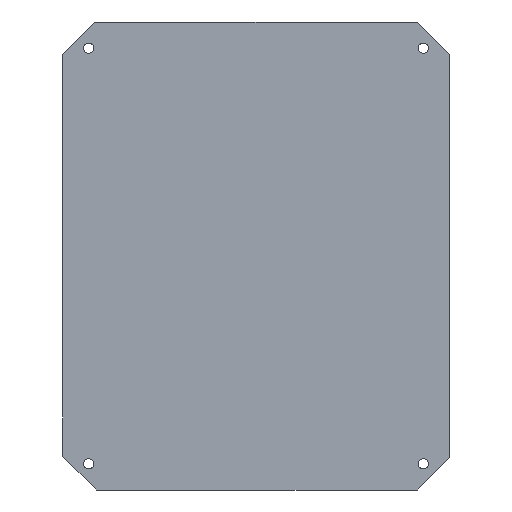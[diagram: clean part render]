
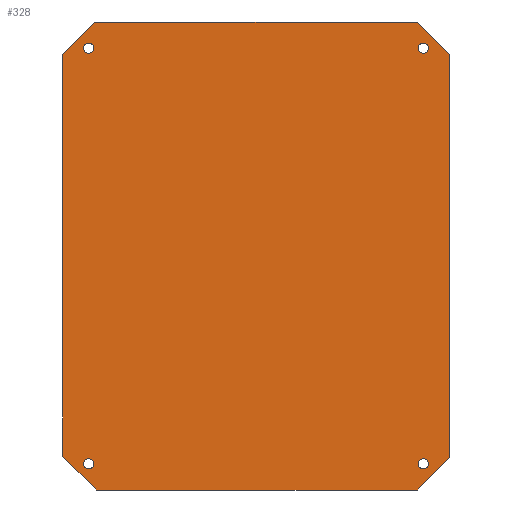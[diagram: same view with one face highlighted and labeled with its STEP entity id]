
A CAD part, front view. The second image highlights one B-rep face of the part: STEP entity #328.
In plain terms, the highlighted planar face has unit normal (0, -1, 0).
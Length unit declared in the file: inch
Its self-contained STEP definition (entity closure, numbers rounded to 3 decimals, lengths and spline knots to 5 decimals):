
#4 = EDGE_CURVE ( 'NONE', #159, #385, #213, .T. ) ;
#5 = VERTEX_POINT ( 'NONE', #254 ) ;
#12 = LINE ( 'NONE', #597, #257 ) ;
#19 = AXIS2_PLACEMENT_3D ( 'NONE', #611, #314, #26 ) ;
#21 = DIRECTION ( 'NONE',  ( 0., 0., 1. ) ) ;
#24 = CARTESIAN_POINT ( 'NONE',  ( -4.76925, -0.25, -4.9333 ) ) ;
#26 = DIRECTION ( 'NONE',  ( 0., 0., 1. ) ) ;
#28 = VECTOR ( 'NONE', #48, 39.37008 ) ;
#32 = DIRECTION ( 'NONE',  ( 0., 1., 0. ) ) ;
#37 = CARTESIAN_POINT ( 'NONE',  ( -4.76925, -0.25, -4.9333 ) ) ;
#39 = DIRECTION ( 'NONE',  ( 0., 0., -1. ) ) ;
#41 = CARTESIAN_POINT ( 'NONE',  ( 3.97749, -0.25, 5.76925 ) ) ;
#44 = ORIENTED_EDGE ( 'NONE', *, *, #292, .F. ) ;
#48 = DIRECTION ( 'NONE',  ( 1., 0., 0. ) ) ;
#49 = AXIS2_PLACEMENT_3D ( 'NONE', #296, #562, #465 ) ;
#56 = EDGE_LOOP ( 'NONE', ( #44, #267, #530, #240, #110, #120, #89, #630 ) ) ;
#57 = ORIENTED_EDGE ( 'NONE', *, *, #303, .T. ) ;
#59 = CIRCLE ( 'NONE', #416, 0.125 ) ;
#63 = VERTEX_POINT ( 'NONE', #626 ) ;
#67 = FACE_BOUND ( 'NONE', #460, .T. ) ;
#70 = CARTESIAN_POINT ( 'NONE',  ( -3.97749, -0.25, 5.76925 ) ) ;
#73 = EDGE_CURVE ( 'NONE', #190, #404, #422, .T. ) ;
#74 = DIRECTION ( 'NONE',  ( 0., 0., 1. ) ) ;
#77 = VERTEX_POINT ( 'NONE', #621 ) ;
#79 = EDGE_CURVE ( 'NONE', #341, #190, #188, .T. ) ;
#80 = VECTOR ( 'NONE', #39, 39.37008 ) ;
#81 = CIRCLE ( 'NONE', #602, 0.125 ) ;
#89 = ORIENTED_EDGE ( 'NONE', *, *, #420, .F. ) ;
#91 = CARTESIAN_POINT ( 'NONE',  ( -3.9333, -0.25, -5.76925 ) ) ;
#92 = VERTEX_POINT ( 'NONE', #619 ) ;
#97 = EDGE_LOOP ( 'NONE', ( #402, #453 ) ) ;
#99 = DIRECTION ( 'NONE',  ( 0., 1., 0. ) ) ;
#110 = ORIENTED_EDGE ( 'NONE', *, *, #593, .F. ) ;
#115 = ORIENTED_EDGE ( 'NONE', *, *, #189, .T. ) ;
#116 = DIRECTION ( 'NONE',  ( 0., 1., 0. ) ) ;
#120 = ORIENTED_EDGE ( 'NONE', *, *, #4, .F. ) ;
#123 = DIRECTION ( 'NONE',  ( 0., 1., 0. ) ) ;
#126 = AXIS2_PLACEMENT_3D ( 'NONE', #136, #32, #175 ) ;
#132 = CARTESIAN_POINT ( 'NONE',  ( 4.125, -0.25, -5. ) ) ;
#134 = DIRECTION ( 'NONE',  ( 0., 1., 0. ) ) ;
#136 = CARTESIAN_POINT ( 'NONE',  ( 4.125, -0.25, 5.125 ) ) ;
#143 = VECTOR ( 'NONE', #458, 39.37008 ) ;
#146 = ORIENTED_EDGE ( 'NONE', *, *, #363, .T. ) ;
#154 = AXIS2_PLACEMENT_3D ( 'NONE', #173, #316, #169 ) ;
#159 = VERTEX_POINT ( 'NONE', #232 ) ;
#162 = DIRECTION ( 'NONE',  ( -1., 0., 0. ) ) ;
#164 = CARTESIAN_POINT ( 'NONE',  ( -4.76925, -0.25, 4.97749 ) ) ;
#169 = DIRECTION ( 'NONE',  ( 0., 0., 1. ) ) ;
#170 = VERTEX_POINT ( 'NONE', #91 ) ;
#171 = FACE_OUTER_BOUND ( 'NONE', #56, .T. ) ;
#173 = CARTESIAN_POINT ( 'NONE',  ( -4.76925, -0.25, -5.76925 ) ) ;
#175 = DIRECTION ( 'NONE',  ( 0., 0., 1. ) ) ;
#181 = VERTEX_POINT ( 'NONE', #132 ) ;
#188 = LINE ( 'NONE', #380, #80 ) ;
#189 = EDGE_CURVE ( 'NONE', #484, #181, #59, .T. ) ;
#190 = VERTEX_POINT ( 'NONE', #192 ) ;
#192 = CARTESIAN_POINT ( 'NONE',  ( 4.76925, -0.25, -4.97749 ) ) ;
#206 = CIRCLE ( 'NONE', #366, 0.125 ) ;
#212 = ORIENTED_EDGE ( 'NONE', *, *, #431, .T. ) ;
#213 = LINE ( 'NONE', #164, #398 ) ;
#222 = DIRECTION ( 'NONE',  ( 0.707, 0., 0.707 ) ) ;
#223 = DIRECTION ( 'NONE',  ( 0., 0., 1. ) ) ;
#225 = LINE ( 'NONE', #609, #143 ) ;
#230 = DIRECTION ( 'NONE',  ( -0.707, 0., -0.707 ) ) ;
#232 = CARTESIAN_POINT ( 'NONE',  ( -4.76925, -0.25, 4.97749 ) ) ;
#237 = ORIENTED_EDGE ( 'NONE', *, *, #535, .T. ) ;
#239 = CARTESIAN_POINT ( 'NONE',  ( 4.125, -0.25, -5.125 ) ) ;
#240 = ORIENTED_EDGE ( 'NONE', *, *, #355, .F. ) ;
#244 = AXIS2_PLACEMENT_3D ( 'NONE', #503, #123, #74 ) ;
#254 = CARTESIAN_POINT ( 'NONE',  ( -4.125, -0.25, -5.25 ) ) ;
#255 = VECTOR ( 'NONE', #230, 39.37008 ) ;
#257 = VECTOR ( 'NONE', #162, 39.37008 ) ;
#261 = EDGE_LOOP ( 'NONE', ( #57, #115 ) ) ;
#267 = ORIENTED_EDGE ( 'NONE', *, *, #73, .F. ) ;
#270 = CIRCLE ( 'NONE', #244, 0.125 ) ;
#272 = LINE ( 'NONE', #24, #636 ) ;
#278 = VECTOR ( 'NONE', #510, 39.37008 ) ;
#280 = DIRECTION ( 'NONE',  ( 0., 0., 1. ) ) ;
#289 = LINE ( 'NONE', #41, #28 ) ;
#292 = EDGE_CURVE ( 'NONE', #404, #170, #12, .T. ) ;
#296 = CARTESIAN_POINT ( 'NONE',  ( 4.125, -0.25, -5.125 ) ) ;
#299 = VERTEX_POINT ( 'NONE', #352 ) ;
#303 = EDGE_CURVE ( 'NONE', #181, #484, #568, .T. ) ;
#311 = FACE_BOUND ( 'NONE', #97, .T. ) ;
#314 = DIRECTION ( 'NONE',  ( 0., 1., 0. ) ) ;
#316 = DIRECTION ( 'NONE',  ( 0., 1., 0. ) ) ;
#319 = CARTESIAN_POINT ( 'NONE',  ( 4.125, -0.25, 5.125 ) ) ;
#328 = ADVANCED_FACE ( 'NONE', ( #358, #311, #605, #67, #171 ), #466, .F. ) ;
#331 = ORIENTED_EDGE ( 'NONE', *, *, #415, .T. ) ;
#341 = VERTEX_POINT ( 'NONE', #362 ) ;
#352 = CARTESIAN_POINT ( 'NONE',  ( -4.125, -0.25, -5. ) ) ;
#355 = EDGE_CURVE ( 'NONE', #63, #341, #360, .T. ) ;
#358 = FACE_BOUND ( 'NONE', #406, .T. ) ;
#360 = LINE ( 'NONE', #505, #278 ) ;
#362 = CARTESIAN_POINT ( 'NONE',  ( 4.76925, -0.25, 4.97749 ) ) ;
#363 = EDGE_CURVE ( 'NONE', #5, #299, #409, .T. ) ;
#366 = AXIS2_PLACEMENT_3D ( 'NONE', #472, #134, #280 ) ;
#367 = CIRCLE ( 'NONE', #126, 0.125 ) ;
#374 = EDGE_CURVE ( 'NONE', #537, #92, #509, .T. ) ;
#380 = CARTESIAN_POINT ( 'NONE',  ( 4.76925, -0.25, -4.97749 ) ) ;
#385 = VERTEX_POINT ( 'NONE', #70 ) ;
#398 = VECTOR ( 'NONE', #222, 39.37008 ) ;
#402 = ORIENTED_EDGE ( 'NONE', *, *, #554, .T. ) ;
#404 = VERTEX_POINT ( 'NONE', #414 ) ;
#405 = EDGE_CURVE ( 'NONE', #170, #446, #225, .T. ) ;
#406 = EDGE_LOOP ( 'NONE', ( #237, #212 ) ) ;
#409 = CIRCLE ( 'NONE', #515, 0.125 ) ;
#414 = CARTESIAN_POINT ( 'NONE',  ( 3.97749, -0.25, -5.76925 ) ) ;
#415 = EDGE_CURVE ( 'NONE', #299, #5, #270, .T. ) ;
#416 = AXIS2_PLACEMENT_3D ( 'NONE', #239, #99, #632 ) ;
#420 = EDGE_CURVE ( 'NONE', #446, #159, #272, .T. ) ;
#422 = LINE ( 'NONE', #432, #255 ) ;
#431 = EDGE_CURVE ( 'NONE', #457, #77, #81, .T. ) ;
#432 = CARTESIAN_POINT ( 'NONE',  ( 4.76925, -0.25, -4.97749 ) ) ;
#446 = VERTEX_POINT ( 'NONE', #37 ) ;
#453 = ORIENTED_EDGE ( 'NONE', *, *, #374, .T. ) ;
#457 = VERTEX_POINT ( 'NONE', #474 ) ;
#458 = DIRECTION ( 'NONE',  ( -0.707, 0., 0.707 ) ) ;
#460 = EDGE_LOOP ( 'NONE', ( #331, #146 ) ) ;
#465 = DIRECTION ( 'NONE',  ( 0., 0., 1. ) ) ;
#466 = PLANE ( 'NONE',  #154 ) ;
#472 = CARTESIAN_POINT ( 'NONE',  ( -4.125, -0.25, 5.125 ) ) ;
#474 = CARTESIAN_POINT ( 'NONE',  ( 4.125, -0.25, 5. ) ) ;
#482 = CARTESIAN_POINT ( 'NONE',  ( -4.125, -0.25, 5. ) ) ;
#484 = VERTEX_POINT ( 'NONE', #517 ) ;
#503 = CARTESIAN_POINT ( 'NONE',  ( -4.125, -0.25, -5.125 ) ) ;
#505 = CARTESIAN_POINT ( 'NONE',  ( 4.76925, -0.25, 4.97749 ) ) ;
#509 = CIRCLE ( 'NONE', #19, 0.125 ) ;
#510 = DIRECTION ( 'NONE',  ( 0.707, 0., -0.707 ) ) ;
#511 = DIRECTION ( 'NONE',  ( 0., 1., 0. ) ) ;
#515 = AXIS2_PLACEMENT_3D ( 'NONE', #557, #116, #21 ) ;
#517 = CARTESIAN_POINT ( 'NONE',  ( 4.125, -0.25, -5.25 ) ) ;
#530 = ORIENTED_EDGE ( 'NONE', *, *, #79, .F. ) ;
#535 = EDGE_CURVE ( 'NONE', #77, #457, #367, .T. ) ;
#537 = VERTEX_POINT ( 'NONE', #482 ) ;
#554 = EDGE_CURVE ( 'NONE', #92, #537, #206, .T. ) ;
#555 = DIRECTION ( 'NONE',  ( 0., 0., 1. ) ) ;
#557 = CARTESIAN_POINT ( 'NONE',  ( -4.125, -0.25, -5.125 ) ) ;
#562 = DIRECTION ( 'NONE',  ( 0., 1., 0. ) ) ;
#568 = CIRCLE ( 'NONE', #49, 0.125 ) ;
#593 = EDGE_CURVE ( 'NONE', #385, #63, #289, .T. ) ;
#597 = CARTESIAN_POINT ( 'NONE',  ( 3.97749, -0.25, -5.76925 ) ) ;
#602 = AXIS2_PLACEMENT_3D ( 'NONE', #319, #511, #555 ) ;
#605 = FACE_BOUND ( 'NONE', #261, .T. ) ;
#609 = CARTESIAN_POINT ( 'NONE',  ( -4.76925, -0.25, -4.9333 ) ) ;
#611 = CARTESIAN_POINT ( 'NONE',  ( -4.125, -0.25, 5.125 ) ) ;
#619 = CARTESIAN_POINT ( 'NONE',  ( -4.125, -0.25, 5.25 ) ) ;
#621 = CARTESIAN_POINT ( 'NONE',  ( 4.125, -0.25, 5.25 ) ) ;
#626 = CARTESIAN_POINT ( 'NONE',  ( 3.97749, -0.25, 5.76925 ) ) ;
#630 = ORIENTED_EDGE ( 'NONE', *, *, #405, .F. ) ;
#632 = DIRECTION ( 'NONE',  ( 0., 0., 1. ) ) ;
#636 = VECTOR ( 'NONE', #223, 39.37008 ) ;
